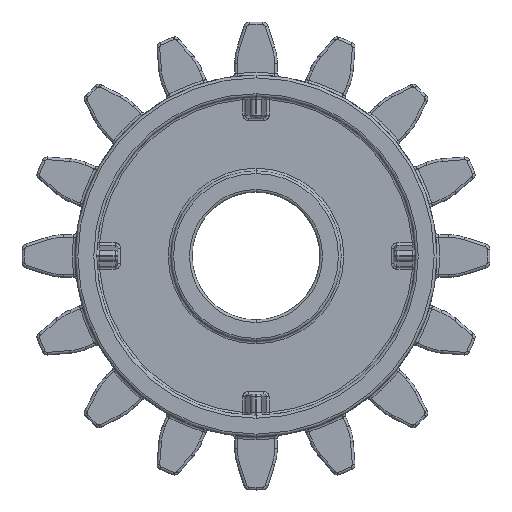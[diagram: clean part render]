
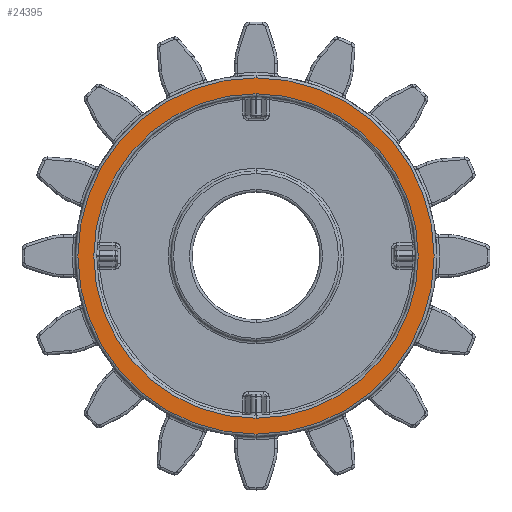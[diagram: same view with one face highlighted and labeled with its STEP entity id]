
A CAD part, left-side view. The second image highlights one B-rep face of the part: STEP entity #24395.
In plain terms, the highlighted planar face has unit normal (-1, 0, 0).
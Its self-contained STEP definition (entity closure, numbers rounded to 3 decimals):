
#588 = AXIS2_PLACEMENT_3D ( 'NONE', #7546, #12757, #4621 ) ;
#2010 = PLANE ( 'NONE',  #21339 ) ;
#3144 = CIRCLE ( 'NONE', #12372, 6.1 ) ;
#3350 = ORIENTED_EDGE ( 'NONE', *, *, #25708, .T. ) ;
#4621 = DIRECTION ( 'NONE',  ( 0., 0., 1. ) ) ;
#5479 = EDGE_CURVE ( 'NONE', #18519, #25859, #18232, .T. ) ;
#5783 = ORIENTED_EDGE ( 'NONE', *, *, #29694, .T. ) ;
#6372 = EDGE_CURVE ( 'NONE', #25859, #18519, #3144, .T. ) ;
#6957 = FACE_BOUND ( 'NONE', #32246, .T. ) ;
#7327 = AXIS2_PLACEMENT_3D ( 'NONE', #22555, #17653, #15745 ) ;
#7546 = CARTESIAN_POINT ( 'NONE',  ( -4., 0., 0. ) ) ;
#8079 = AXIS2_PLACEMENT_3D ( 'NONE', #29985, #14754, #24775 ) ;
#11151 = ORIENTED_EDGE ( 'NONE', *, *, #5479, .T. ) ;
#11995 = DIRECTION ( 'NONE',  ( -1., 0., 0. ) ) ;
#12010 = CARTESIAN_POINT ( 'NONE',  ( -4., 0., -6.7 ) ) ;
#12372 = AXIS2_PLACEMENT_3D ( 'NONE', #16841, #19402, #16730 ) ;
#12757 = DIRECTION ( 'NONE',  ( -1., 0., 0. ) ) ;
#13609 = VERTEX_POINT ( 'NONE', #18297 ) ;
#14754 = DIRECTION ( 'NONE',  ( 1., 0., 0. ) ) ;
#15025 = VERTEX_POINT ( 'NONE', #12010 ) ;
#15745 = DIRECTION ( 'NONE',  ( 0., 0., 1. ) ) ;
#16730 = DIRECTION ( 'NONE',  ( 0., 0., 1. ) ) ;
#16841 = CARTESIAN_POINT ( 'NONE',  ( -4., 0., 0. ) ) ;
#17289 = FACE_OUTER_BOUND ( 'NONE', #24580, .T. ) ;
#17333 = CARTESIAN_POINT ( 'NONE',  ( -4., 0., -6.1 ) ) ;
#17653 = DIRECTION ( 'NONE',  ( -1., 0., 0. ) ) ;
#18232 = CIRCLE ( 'NONE', #8079, 6.1 ) ;
#18297 = CARTESIAN_POINT ( 'NONE',  ( -4., 0., 6.7 ) ) ;
#18519 = VERTEX_POINT ( 'NONE', #17333 ) ;
#19402 = DIRECTION ( 'NONE',  ( 1., 0., 0. ) ) ;
#19778 = DIRECTION ( 'NONE',  ( 0., 0., 1. ) ) ;
#20558 = ORIENTED_EDGE ( 'NONE', *, *, #6372, .T. ) ;
#21339 = AXIS2_PLACEMENT_3D ( 'NONE', #29782, #11995, #19778 ) ;
#22555 = CARTESIAN_POINT ( 'NONE',  ( -4., 0., 0. ) ) ;
#24378 = CIRCLE ( 'NONE', #7327, 6.7 ) ;
#24395 = ADVANCED_FACE ( 'NONE', ( #6957, #17289 ), #2010, .T. ) ;
#24580 = EDGE_LOOP ( 'NONE', ( #3350, #5783 ) ) ;
#24775 = DIRECTION ( 'NONE',  ( 0., 0., 1. ) ) ;
#25708 = EDGE_CURVE ( 'NONE', #13609, #15025, #24378, .T. ) ;
#25859 = VERTEX_POINT ( 'NONE', #31283 ) ;
#29694 = EDGE_CURVE ( 'NONE', #15025, #13609, #32011, .T. ) ;
#29782 = CARTESIAN_POINT ( 'NONE',  ( -4., 0., 0. ) ) ;
#29985 = CARTESIAN_POINT ( 'NONE',  ( -4., 0., 0. ) ) ;
#31283 = CARTESIAN_POINT ( 'NONE',  ( -4., 0., 6.1 ) ) ;
#32011 = CIRCLE ( 'NONE', #588, 6.7 ) ;
#32246 = EDGE_LOOP ( 'NONE', ( #20558, #11151 ) ) ;
